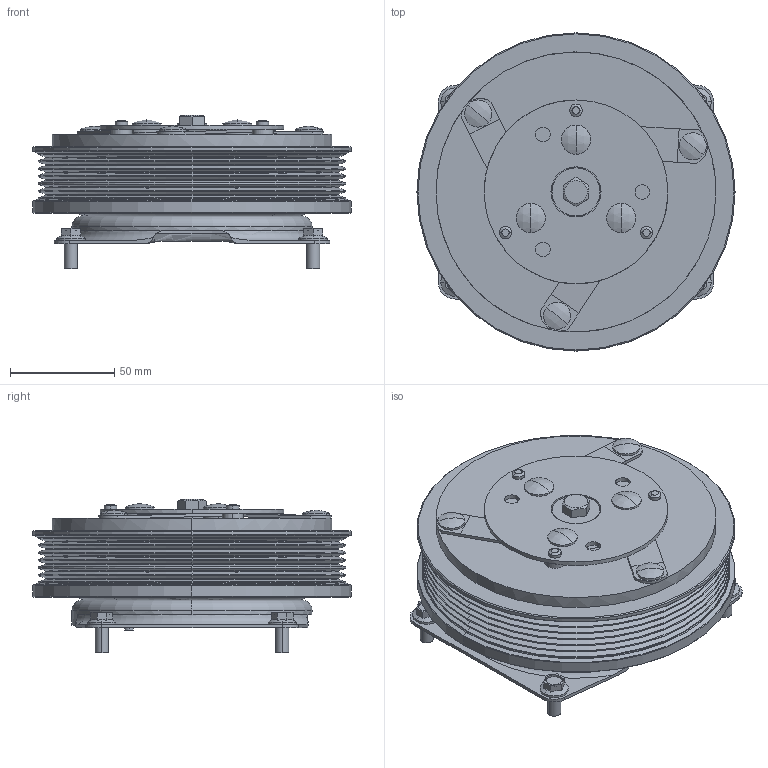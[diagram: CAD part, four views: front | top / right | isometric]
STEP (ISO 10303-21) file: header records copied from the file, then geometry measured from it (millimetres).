
FILE_DESCRIPTION (( 'STEP AP203' ), '1' );
FILE_NAME ('52022600_MA-N03D_MGCL.STEP', '2016-03-15T02:16:08', ( '' ), ( '' ), 'SwSTEP 2.0', 'SolidWorks 2014', '' );
FILE_SCHEMA (( 'CONFIG_CONTROL_DESIGN' ));
Length unit declared in the file: millimetre
Products named in the file (1): 52022600_MA-N03D_MGCL
Bounding box: 152.3 x 152.3 x 73.3 mm (x, y, z)
Volume: 635218.4 mm3; surface area: 123545.7 mm2
Topology: 7 solids, 16 shells, 670 faces, 1681 edges, 1036 vertices
Faces by surface type: cylinder 267, plane 202, torus 102, cone 87, sphere 12
Entity records: 20760 total; most frequent: DIRECTION 3921, CARTESIAN_POINT 3908, ORIENTED_EDGE 3338, AXIS2_PLACEMENT_3D 1685, EDGE_CURVE 1669, VERTEX_POINT 1036, CIRCLE 1014, EDGE_LOOP 767
